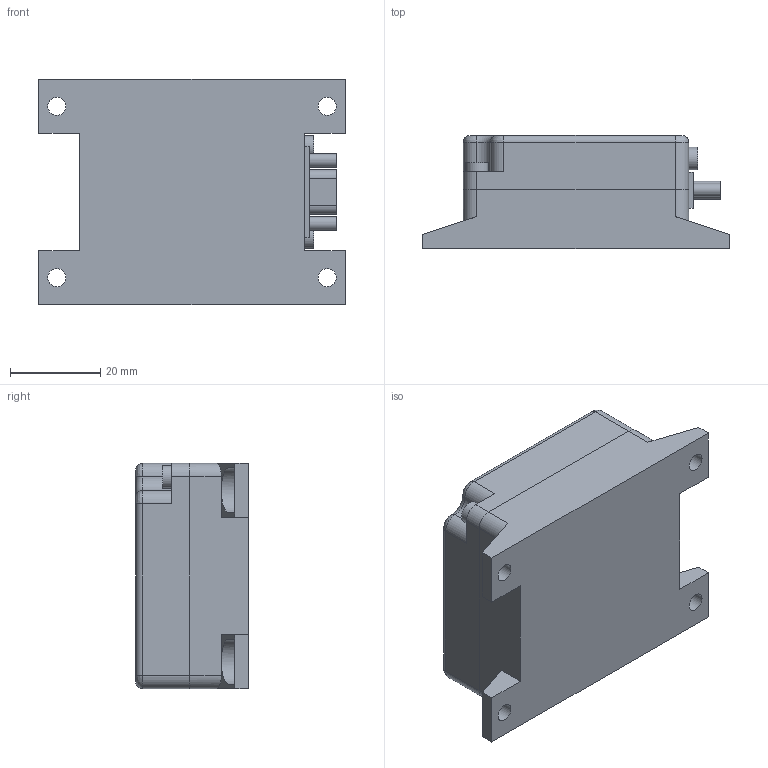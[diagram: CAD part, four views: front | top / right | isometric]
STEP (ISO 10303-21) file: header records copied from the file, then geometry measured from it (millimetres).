
FILE_DESCRIPTION(/* description */ (''),/* implementation_level */ '2;1');
FILE_NAME(/* name */ 'sensor3.stp',/* time_stamp */ '2021-04-25T21:40:34+05:00',/* author */ ('Ramana Bharathi'),/* organization */ (''),/* preprocessor_version */ 'ST-DEVELOPER v16.13',/* originating_system */ 'Autodesk Inventor 2018',/* authorisation */ '');
FILE_SCHEMA (('AUTOMOTIVE_DESIGN { 1 0 10303 214 3 1 1 }'));
Length unit declared in the file: millimetre
Products named in the file (1): sensor3
Bounding box: 68 x 25 x 50 mm (x, y, z)
Volume: 62621.2 mm3; surface area: 12049.4 mm2
Topology: 1 solids, 1 shells, 120 faces, 271 edges, 169 vertices
Faces by surface type: plane 65, cylinder 44, bspline 6, torus 4, cone 1
Full cylindrical faces by diameter (mm): 1 x5, 3 x4, 4 x4, 5 x4, 10 x1
Entity records: 3312 total; most frequent: CARTESIAN_POINT 588, DIRECTION 583, ORIENTED_EDGE 500, EDGE_CURVE 250, AXIS2_PLACEMENT_3D 218, VERTEX_POINT 169, EDGE_LOOP 165, LINE 147
